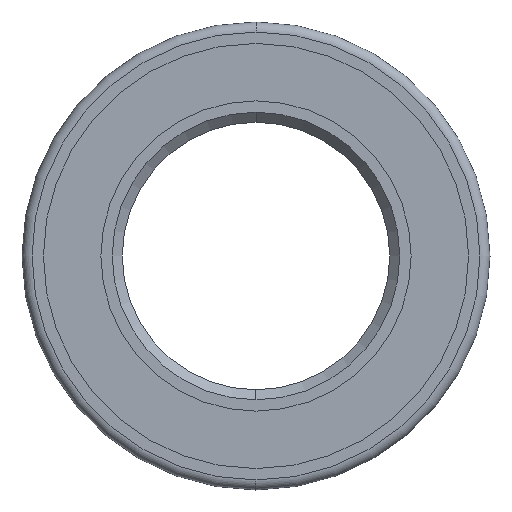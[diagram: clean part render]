
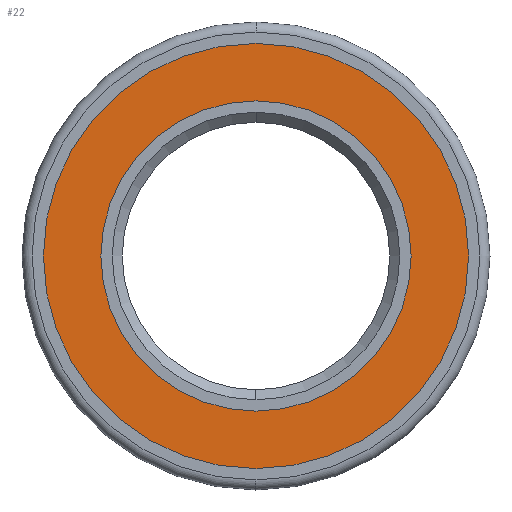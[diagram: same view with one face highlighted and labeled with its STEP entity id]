
A CAD part, left-side view. The second image highlights one B-rep face of the part: STEP entity #22.
In plain terms, the highlighted planar face has unit normal (-1, 0, 0).
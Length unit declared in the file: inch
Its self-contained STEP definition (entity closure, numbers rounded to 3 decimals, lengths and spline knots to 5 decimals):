
#9 = DIRECTION ( 'NONE',  ( 0., 0., 1. ) ) ;
#22 = ADVANCED_FACE ( 'NONE', ( #216, #514 ), #334, .F. ) ;
#32 = DIRECTION ( 'NONE',  ( 0., 0., 1. ) ) ;
#58 = ORIENTED_EDGE ( 'NONE', *, *, #88, .F. ) ;
#73 = VERTEX_POINT ( 'NONE', #538 ) ;
#74 = CARTESIAN_POINT ( 'NONE',  ( -0.12256, 0., 0.3975 ) ) ;
#88 = EDGE_CURVE ( 'NONE', #166, #140, #465, .T. ) ;
#98 = EDGE_LOOP ( 'NONE', ( #58, #648 ) ) ;
#131 = CIRCLE ( 'NONE', #270, 0.29 ) ;
#140 = VERTEX_POINT ( 'NONE', #542 ) ;
#166 = VERTEX_POINT ( 'NONE', #654 ) ;
#175 = CARTESIAN_POINT ( 'NONE',  ( -0.12256, 0.29, 0. ) ) ;
#186 = AXIS2_PLACEMENT_3D ( 'NONE', #642, #365, #9 ) ;
#193 = DIRECTION ( 'NONE',  ( -1., 0., 0. ) ) ;
#216 = FACE_BOUND ( 'NONE', #98, .T. ) ;
#236 = DIRECTION ( 'NONE',  ( 1., 0., 0. ) ) ;
#270 = AXIS2_PLACEMENT_3D ( 'NONE', #531, #193, #588 ) ;
#278 = EDGE_CURVE ( 'NONE', #457, #73, #505, .T. ) ;
#334 = PLANE ( 'NONE',  #409 ) ;
#341 = DIRECTION ( 'NONE',  ( -1., 0., 0. ) ) ;
#342 = ORIENTED_EDGE ( 'NONE', *, *, #278, .T. ) ;
#365 = DIRECTION ( 'NONE',  ( -1., 0., 0. ) ) ;
#387 = DIRECTION ( 'NONE',  ( -1., 0., 0. ) ) ;
#399 = AXIS2_PLACEMENT_3D ( 'NONE', #466, #341, #740 ) ;
#402 = EDGE_CURVE ( 'NONE', #73, #457, #528, .T. ) ;
#409 = AXIS2_PLACEMENT_3D ( 'NONE', #175, #236, #630 ) ;
#422 = EDGE_CURVE ( 'NONE', #140, #166, #131, .T. ) ;
#457 = VERTEX_POINT ( 'NONE', #74 ) ;
#465 = CIRCLE ( 'NONE', #596, 0.29 ) ;
#466 = CARTESIAN_POINT ( 'NONE',  ( -0.12256, 0., 0. ) ) ;
#505 = CIRCLE ( 'NONE', #399, 0.3975 ) ;
#514 = FACE_OUTER_BOUND ( 'NONE', #657, .T. ) ;
#528 = CIRCLE ( 'NONE', #186, 0.3975 ) ;
#531 = CARTESIAN_POINT ( 'NONE',  ( -0.12256, 0., 0. ) ) ;
#538 = CARTESIAN_POINT ( 'NONE',  ( -0.12256, 0., -0.3975 ) ) ;
#542 = CARTESIAN_POINT ( 'NONE',  ( -0.12256, 0., -0.29 ) ) ;
#588 = DIRECTION ( 'NONE',  ( 0., 0., 1. ) ) ;
#596 = AXIS2_PLACEMENT_3D ( 'NONE', #728, #387, #32 ) ;
#630 = DIRECTION ( 'NONE',  ( 0., 0., -1. ) ) ;
#642 = CARTESIAN_POINT ( 'NONE',  ( -0.12256, 0., 0. ) ) ;
#648 = ORIENTED_EDGE ( 'NONE', *, *, #422, .F. ) ;
#654 = CARTESIAN_POINT ( 'NONE',  ( -0.12256, 0., 0.29 ) ) ;
#657 = EDGE_LOOP ( 'NONE', ( #342, #677 ) ) ;
#677 = ORIENTED_EDGE ( 'NONE', *, *, #402, .T. ) ;
#728 = CARTESIAN_POINT ( 'NONE',  ( -0.12256, 0., 0. ) ) ;
#740 = DIRECTION ( 'NONE',  ( 0., 0., 1. ) ) ;
